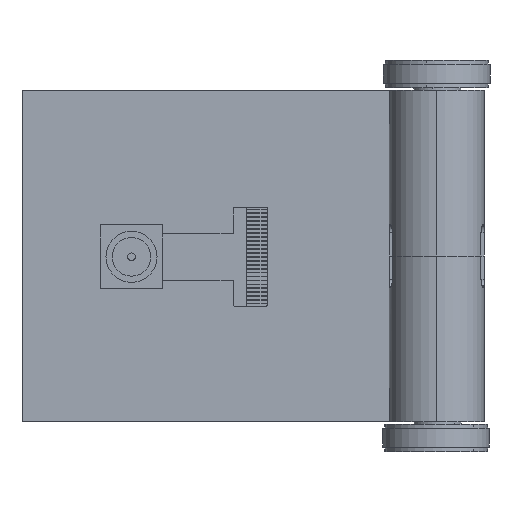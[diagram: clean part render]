
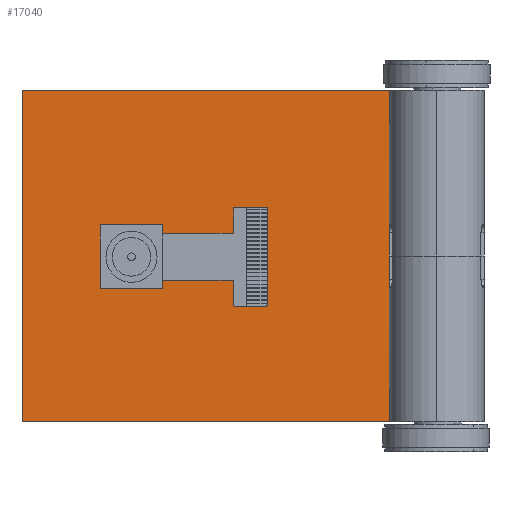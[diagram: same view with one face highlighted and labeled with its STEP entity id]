
A CAD part, left-side view. The second image highlights one B-rep face of the part: STEP entity #17040.
In plain terms, the highlighted face is planar.
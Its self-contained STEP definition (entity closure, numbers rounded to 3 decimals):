
#424 = CARTESIAN_POINT ( 'NONE',  ( 21., -25., 0. ) ) ;
#567 = VERTEX_POINT ( 'NONE', #24452 ) ;
#1024 = CARTESIAN_POINT ( 'NONE',  ( 21., -25., 0. ) ) ;
#2033 = CARTESIAN_POINT ( 'NONE',  ( -21., -25., 0. ) ) ;
#3130 = ORIENTED_EDGE ( 'NONE', *, *, #19621, .F. ) ;
#4982 = VECTOR ( 'NONE', #22628, 1000. ) ;
#5700 = FACE_OUTER_BOUND ( 'NONE', #30489, .T. ) ;
#5928 = CARTESIAN_POINT ( 'NONE',  ( 21., -25., 0. ) ) ;
#6615 = AXIS2_PLACEMENT_3D ( 'NONE', #23037, #25834, #9059 ) ;
#9059 = DIRECTION ( 'NONE',  ( 1., 0., 0. ) ) ;
#10314 = LINE ( 'NONE', #34233, #25257 ) ;
#13167 = EDGE_CURVE ( 'NONE', #15535, #567, #27052, .T. ) ;
#14244 = VECTOR ( 'NONE', #24439, 1000. ) ;
#15535 = VERTEX_POINT ( 'NONE', #424 ) ;
#17040 = ADVANCED_FACE ( 'NONE', ( #5700 ), #20215, .F. ) ;
#17436 = DIRECTION ( 'NONE',  ( -1., 0., 0. ) ) ;
#19621 = EDGE_CURVE ( 'NONE', #567, #33357, #10314, .T. ) ;
#20215 = PLANE ( 'NONE',  #6615 ) ;
#20514 = VECTOR ( 'NONE', #20636, 1000. ) ;
#20636 = DIRECTION ( 'NONE',  ( 0., 1., 0. ) ) ;
#20877 = ORIENTED_EDGE ( 'NONE', *, *, #22527, .F. ) ;
#22466 = EDGE_CURVE ( 'NONE', #33357, #25713, #23480, .T. ) ;
#22525 = ORIENTED_EDGE ( 'NONE', *, *, #22466, .F. ) ;
#22527 = EDGE_CURVE ( 'NONE', #25713, #15535, #34872, .T. ) ;
#22628 = DIRECTION ( 'NONE',  ( 1., 0., 0. ) ) ;
#23037 = CARTESIAN_POINT ( 'NONE',  ( 0., 0., 0. ) ) ;
#23480 = LINE ( 'NONE', #2033, #14244 ) ;
#24439 = DIRECTION ( 'NONE',  ( 0., -1., 0. ) ) ;
#24452 = CARTESIAN_POINT ( 'NONE',  ( 21., 25., 0. ) ) ;
#25257 = VECTOR ( 'NONE', #17436, 1000. ) ;
#25594 = ORIENTED_EDGE ( 'NONE', *, *, #13167, .F. ) ;
#25713 = VERTEX_POINT ( 'NONE', #34812 ) ;
#25834 = DIRECTION ( 'NONE',  ( 0., 0., 1. ) ) ;
#27052 = LINE ( 'NONE', #1024, #20514 ) ;
#30489 = EDGE_LOOP ( 'NONE', ( #22525, #3130, #25594, #20877 ) ) ;
#33357 = VERTEX_POINT ( 'NONE', #33536 ) ;
#33536 = CARTESIAN_POINT ( 'NONE',  ( -21., 25., 0. ) ) ;
#34233 = CARTESIAN_POINT ( 'NONE',  ( 21., 25., 0. ) ) ;
#34812 = CARTESIAN_POINT ( 'NONE',  ( -21., -25., 0. ) ) ;
#34872 = LINE ( 'NONE', #5928, #4982 ) ;
